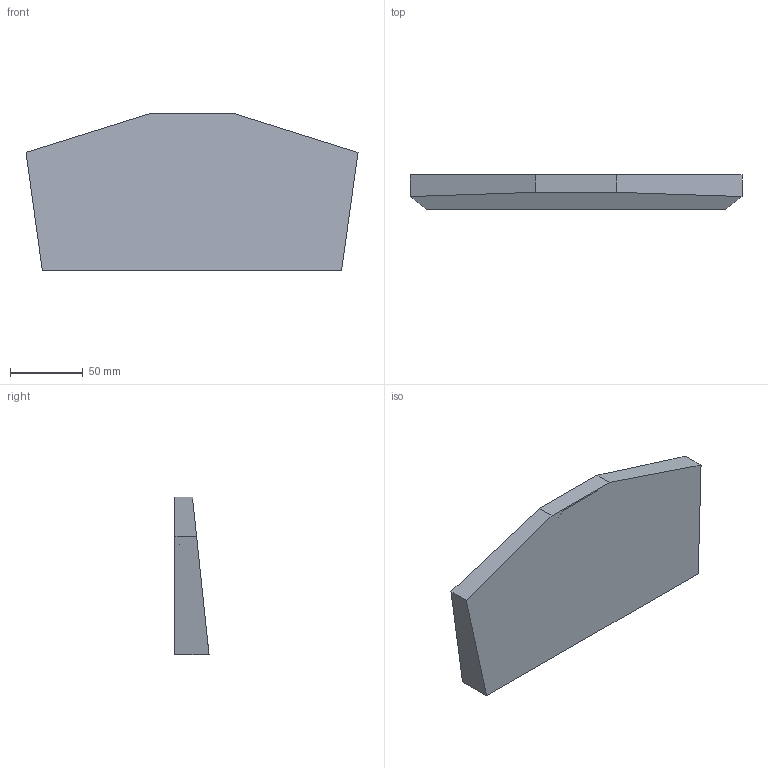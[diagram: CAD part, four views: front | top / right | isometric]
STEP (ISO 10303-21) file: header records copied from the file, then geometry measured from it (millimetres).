
FILE_DESCRIPTION(/* description */ (''),/* implementation_level */ '2;1');
FILE_NAME(/* name */ 'cool536lc_bpttom_newversion v13.step',/* time_stamp */ '2023-07-29T17:33:46+09:00',/* author */ (''),/* organization */ (''),/* preprocessor_version */ 'ST-DEVELOPER v19.2',/* originating_system */ 'Autodesk Translation Framework v12.6.0.85',/* authorisation */ '');
FILE_SCHEMA (('AUTOMOTIVE_DESIGN { 1 0 10303 214 3 1 1 }'));
Length unit declared in the file: millimetre
Products named in the file (1): cool536lc_bpttom_newversion
Bounding box: 228.64 x 23.5 x 108.79 mm (x, y, z)
Volume: 129346.6 mm3; surface area: 63265.4 mm2
Topology: 1 solids, 1 shells, 82 faces, 200 edges, 132 vertices
Faces by surface type: plane 70, cylinder 12
Full cylindrical faces by diameter (mm): 2.6 x4, 5 x3, 7.2 x4
Entity records: 2413 total; most frequent: CARTESIAN_POINT 415, ORIENTED_EDGE 400, DIRECTION 390, EDGE_CURVE 200, LINE 176, VECTOR 176, VERTEX_POINT 132, AXIS2_PLACEMENT_3D 107
